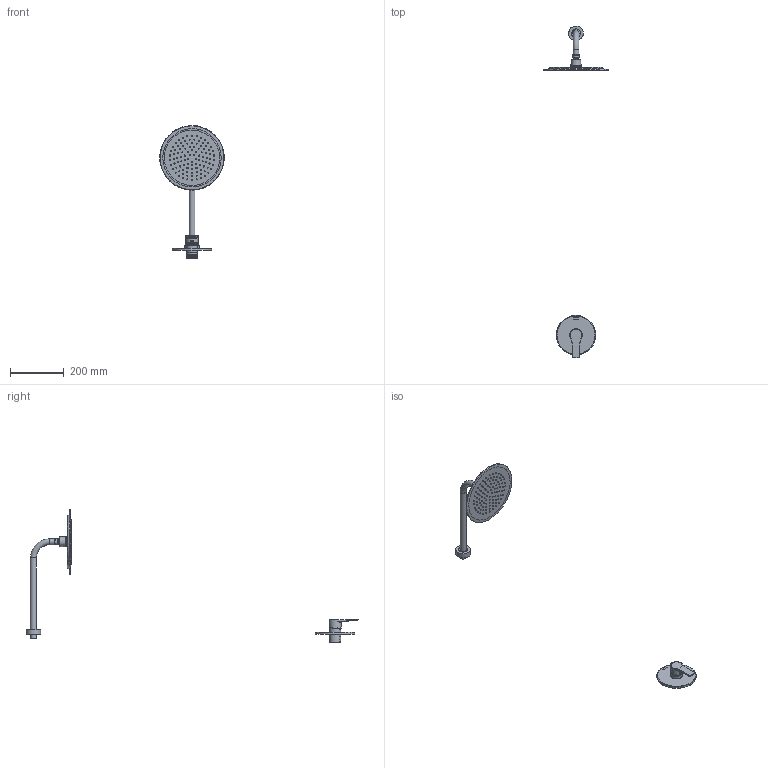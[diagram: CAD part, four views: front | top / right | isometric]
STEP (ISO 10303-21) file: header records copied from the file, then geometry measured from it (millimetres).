
FILE_DESCRIPTION (( 'STEP AP203' ), '1' );
FILE_NAME ('18DP01862.STEP', '2020-12-21T09:25:14', ( '' ), ( '' ), 'SwSTEP 2.0', 'SolidWorks 2018', '' );
FILE_SCHEMA (( 'CONFIG_CONTROL_DESIGN' ));
Length unit declared in the file: millimetre
Products named in the file (1): 18DP01862
Bounding box: 239.93 x 1233.29 x 493.96 mm (x, y, z)
Volume: 670865.9 mm3; surface area: 216314.8 mm2
Topology: 8 solids, 8 shells, 676 faces, 1371 edges, 939 vertices
Faces by surface type: plane 257, cylinder 143, cone 122, torus 121, bspline 32, sphere 1
Full cylindrical faces by diameter (mm): 1 x105, 6.8 x2, 9.5 x1, 18 x2, 18.6 x1, 20.6 x1, 21 x2, 22 x2, 22.7 x1, 23.3 x1, 31 x1, 34 x1, 35.8 x1, 36.5 x5, 37 x1, 38.4 x1, 39 x2, 41 x1, 42 x1, 45 x1, 54.4 x1, 54.8 x1
Entity records: 18359 total; most frequent: CARTESIAN_POINT 6750, DIRECTION 2603, ORIENTED_EDGE 1524, AXIS2_PLACEMENT_3D 1288, EDGE_LOOP 1283, FACE_OUTER_BOUND 923, EDGE_CURVE 762, VERTEX_POINT 709
